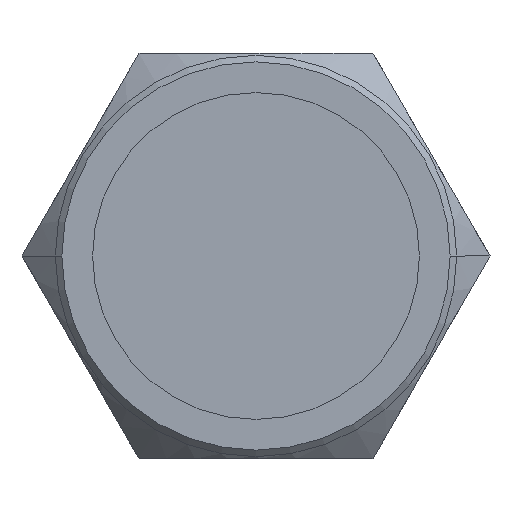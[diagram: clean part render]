
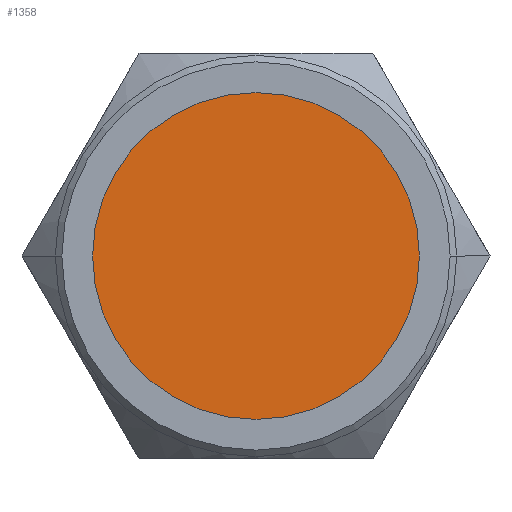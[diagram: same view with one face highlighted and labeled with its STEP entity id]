
A CAD part, left-side view. The second image highlights one B-rep face of the part: STEP entity #1358.
In plain terms, the highlighted planar face has unit normal (-1, 0, 0).
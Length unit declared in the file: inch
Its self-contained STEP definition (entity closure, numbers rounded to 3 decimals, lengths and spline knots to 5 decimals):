
#175 = DIRECTION ( 'NONE',  ( 0., 0., 1. ) ) ;
#192 = AXIS2_PLACEMENT_3D ( 'NONE', #500, #1112, #1412 ) ;
#358 = CARTESIAN_POINT ( 'NONE',  ( -0.2575, 0., 0.125 ) ) ;
#374 = AXIS2_PLACEMENT_3D ( 'NONE', #1571, #799, #1591 ) ;
#500 = CARTESIAN_POINT ( 'NONE',  ( -0.2575, 0., 0. ) ) ;
#502 = PLANE ( 'NONE',  #374 ) ;
#621 = ORIENTED_EDGE ( 'NONE', *, *, #1812, .T. ) ;
#676 = CARTESIAN_POINT ( 'NONE',  ( -0.2575, 0., -0.125 ) ) ;
#799 = DIRECTION ( 'NONE',  ( -1., 0., 0. ) ) ;
#1112 = DIRECTION ( 'NONE',  ( -1., 0., 0. ) ) ;
#1120 = FACE_OUTER_BOUND ( 'NONE', #1589, .T. ) ;
#1122 = DIRECTION ( 'NONE',  ( -1., 0., 0. ) ) ;
#1148 = VERTEX_POINT ( 'NONE', #676 ) ;
#1355 = ORIENTED_EDGE ( 'NONE', *, *, #1661, .T. ) ;
#1358 = ADVANCED_FACE ( 'NONE', ( #1120 ), #502, .T. ) ;
#1398 = CIRCLE ( 'NONE', #192, 0.125 ) ;
#1412 = DIRECTION ( 'NONE',  ( 0., 0., 1. ) ) ;
#1536 = VERTEX_POINT ( 'NONE', #358 ) ;
#1571 = CARTESIAN_POINT ( 'NONE',  ( -0.2575, 0., 0. ) ) ;
#1589 = EDGE_LOOP ( 'NONE', ( #1355, #621 ) ) ;
#1591 = DIRECTION ( 'NONE',  ( 0., 0., 1. ) ) ;
#1618 = CIRCLE ( 'NONE', #1643, 0.125 ) ;
#1643 = AXIS2_PLACEMENT_3D ( 'NONE', #1745, #1122, #175 ) ;
#1661 = EDGE_CURVE ( 'NONE', #1536, #1148, #1618, .T. ) ;
#1745 = CARTESIAN_POINT ( 'NONE',  ( -0.2575, 0., 0. ) ) ;
#1812 = EDGE_CURVE ( 'NONE', #1148, #1536, #1398, .T. ) ;
